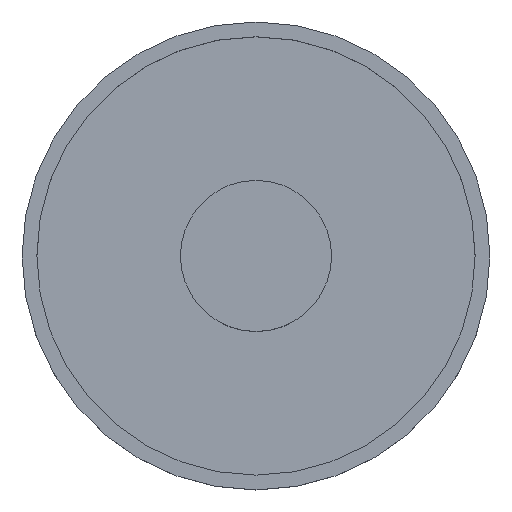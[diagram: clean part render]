
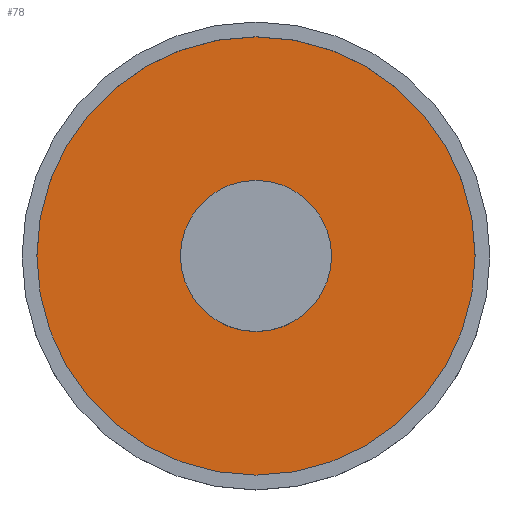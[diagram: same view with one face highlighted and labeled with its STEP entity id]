
A CAD part, top view. The second image highlights one B-rep face of the part: STEP entity #78.
In plain terms, the highlighted planar face has unit normal (0, 0, 1).
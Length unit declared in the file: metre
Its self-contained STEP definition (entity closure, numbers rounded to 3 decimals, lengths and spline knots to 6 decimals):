
#14=PLANE('',#104);
#25=ORIENTED_EDGE('',*,*,#29,.T.);
#26=ORIENTED_EDGE('',*,*,#31,.T.);
#29=EDGE_CURVE('',#35,#35,#41,.T.);
#31=EDGE_CURVE('',#37,#37,#43,.T.);
#35=VERTEX_POINT('',#139);
#37=VERTEX_POINT('',#145);
#41=CIRCLE('',#95,0.01);
#43=CIRCLE('',#99,0.029);
#55=EDGE_LOOP('',(#25));
#56=EDGE_LOOP('',(#26));
#67=FACE_BOUND('',#55,.T.);
#68=FACE_BOUND('',#56,.T.);
#78=ADVANCED_FACE('',(#67,#68),#14,.F.);
#95=AXIS2_PLACEMENT_3D('',#138,#112,#113);
#99=AXIS2_PLACEMENT_3D('',#144,#120,#121);
#104=AXIS2_PLACEMENT_3D('',#152,#130,#131);
#112=DIRECTION('',(0.,0.,-1.));
#113=DIRECTION('',(-1.,0.,0.));
#120=DIRECTION('',(0.,0.,1.));
#121=DIRECTION('',(1.,0.,0.));
#130=DIRECTION('',(0.,0.,-1.));
#131=DIRECTION('',(1.,0.,0.));
#138=CARTESIAN_POINT('',(0.,0.,0.));
#139=CARTESIAN_POINT('',(-0.01,0.,0.));
#144=CARTESIAN_POINT('',(0.,0.,0.));
#145=CARTESIAN_POINT('',(0.029,0.,0.));
#152=CARTESIAN_POINT('',(0.,0.,0.));
